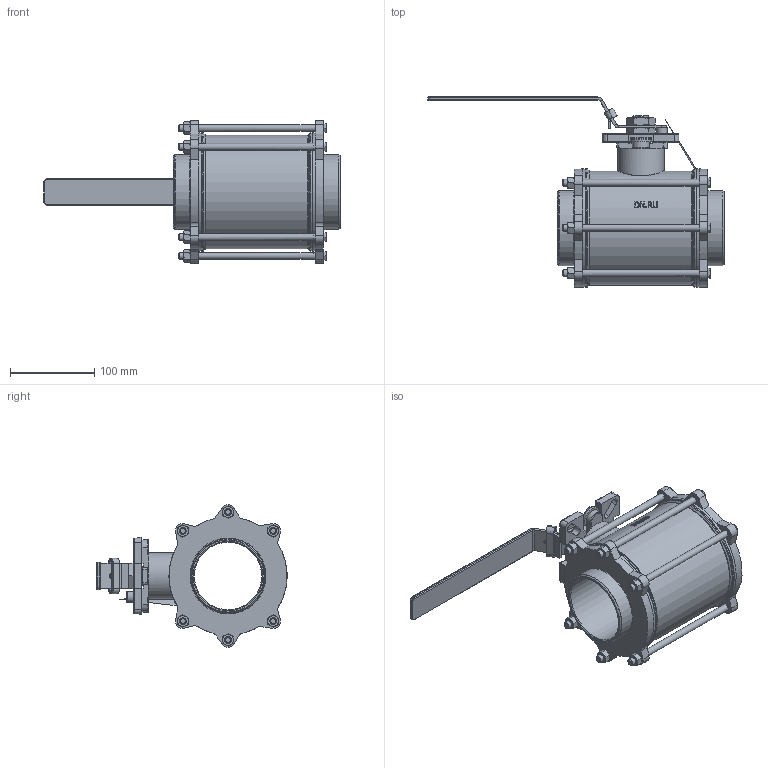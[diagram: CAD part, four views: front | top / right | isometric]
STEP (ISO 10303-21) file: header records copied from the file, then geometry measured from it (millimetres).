
FILE_DESCRIPTION(/* description */ (''),/* implementation_level */ '2;1');
FILE_NAME(/* name */ 'DN80_3D_STEP.stp',/* time_stamp */ '2023-12-15T18:03:16+03:00',/* author */ ('igorr'),/* organization */ (''),/* preprocessor_version */ 'ST-DEVELOPER v19.2',/* originating_system */ 'Autodesk Inventor 2023',/* authorisation */ '');
FILE_SCHEMA (('AUTOMOTIVE_DESIGN { 1 0 10303 214 3 1 1 }'));
Length unit declared in the file: millimetre
Products named in the file (7): Сборка2; Деталь1; Деталь6; AS 1110 - M6 x 12; AS 1420 - 1973 - M8 x 16; ANSI B18.2.4.2M - M8x1,25; BS 3692 - M20
Assembly tree (18 placements, depth 2):
  Сборка2
    Деталь1
    Деталь6
    ANSI B18.2.4.2M - M8x1,25  x7
    AS 1110 - M6 x 12  x6
    AS 1420 - 1973 - M8 x 16
    BS 3692 - M20  x2
Bounding box: 351.62 x 225.48 x 168.59 mm (x, y, z)
Volume: 1822164.5 mm3; surface area: 262650.7 mm2
Topology: 20 solids, 20 shells, 890 faces, 2126 edges, 1301 vertices
Faces by surface type: plane 440, cone 186, cylinder 185, bspline 51, torus 28
Full cylindrical faces by diameter (mm): 4.05 x1, 5 x1, 6 x6, 6.644 x1, 6.647 x7, 8 x20, 10 x6, 13 x1, 17.294 x2, 21.104 x1, 22.849 x1, 23.876 x1, 35 x1, 55 x1, 80 x1, 88.9 x2, 120 x2, 135 x1, 140.023 x2, 140.078 x2
Entity records: 19695 total; most frequent: CARTESIAN_POINT 4546, ORIENTED_EDGE 3040, DIRECTION 3028, EDGE_CURVE 1520, AXIS2_PLACEMENT_3D 1110, VERTEX_POINT 948, LINE 808, VECTOR 808
